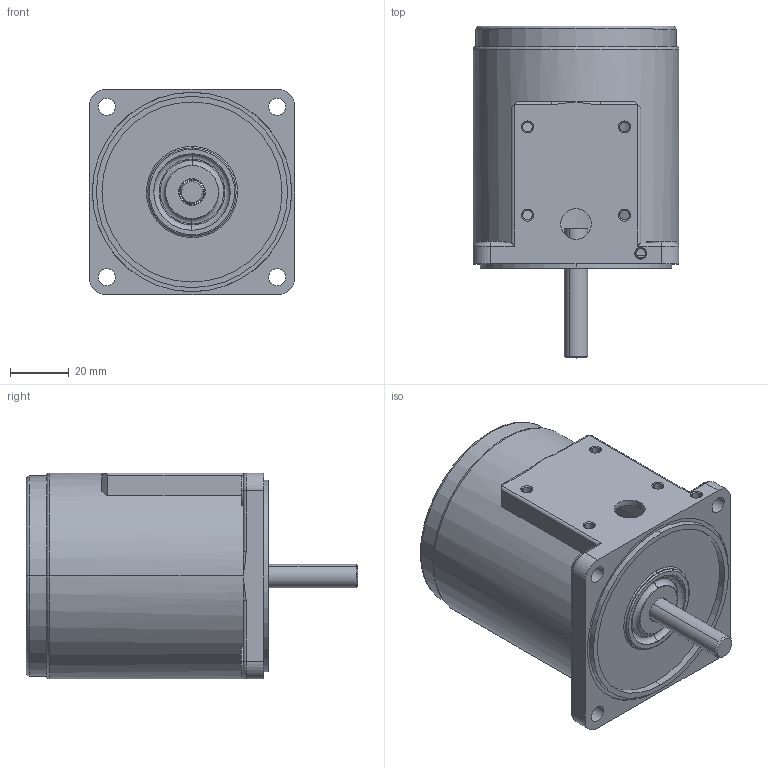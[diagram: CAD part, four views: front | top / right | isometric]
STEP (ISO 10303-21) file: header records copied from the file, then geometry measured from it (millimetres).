
FILE_DESCRIPTION (( 'STEP AP203' ), '1' );
FILE_NAME ('3IK15A-C.STEP', '2022-08-25T03:01:08', ( '' ), ( 'Microsoft' ), 'SwSTEP 2.0', 'SolidWorks 2020', '' );
FILE_SCHEMA (( 'CONFIG_CONTROL_DESIGN' ));
Length unit declared in the file: millimetre
Products named in the file (1): 3IK15A-C
Bounding box: 70 x 112.8 x 70 mm (x, y, z)
Surface area: 43249.6 mm2 (no closed solid volume)
Topology: 0 solids, 7 shells, 183 faces, 479 edges, 302 vertices
Faces by surface type: cylinder 98, plane 31, cone 26, torus 20, bspline 8
Entity records: 6288 total; most frequent: CARTESIAN_POINT 1659, DIRECTION 1048, ORIENTED_EDGE 851, EDGE_CURVE 471, AXIS2_PLACEMENT_3D 447, VERTEX_POINT 302, CIRCLE 271, EDGE_LOOP 224
